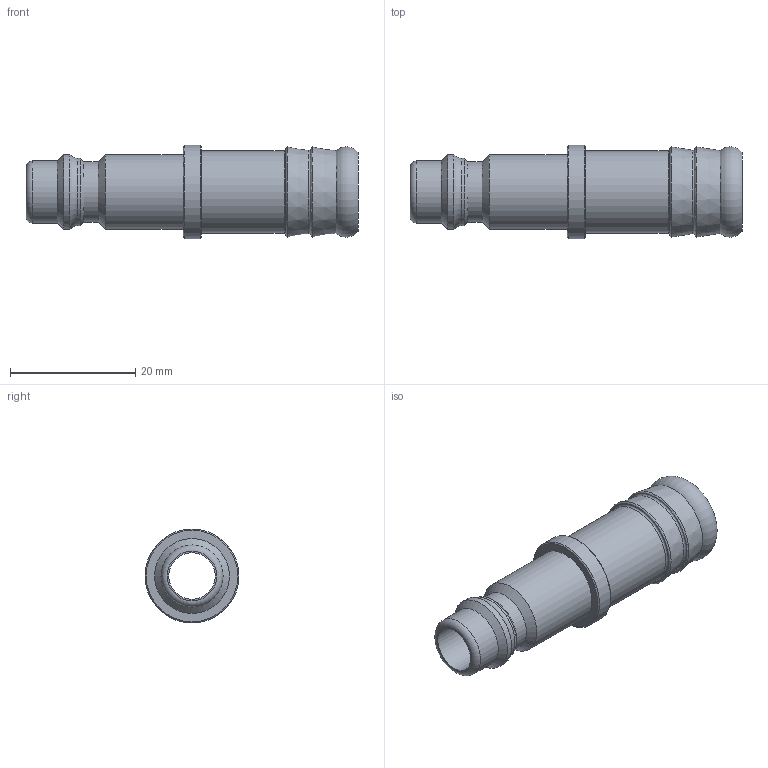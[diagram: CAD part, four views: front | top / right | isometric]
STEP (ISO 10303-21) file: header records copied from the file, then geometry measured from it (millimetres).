
FILE_DESCRIPTION((''),'2;1');
FILE_NAME('96sstf13mxn.stp','2012-02-02T08:56:25',('IA176480'),(''),'Autodesk Inventor 2011','Autodesk Inventor 2011','');
FILE_SCHEMA(('AUTOMOTIVE_DESIGN { 1 0 10303 214 1 1 1 1 }'));
Length unit declared in the file: millimetre
Products named in the file (1): D102879
Bounding box: 53 x 15 x 15 mm (x, y, z)
Volume: 2960.5 mm3; surface area: 3858.1 mm2
Topology: 1 solids, 1 shells, 29 faces, 55 edges, 31 vertices
Faces by surface type: cylinder 9, cone 8, torus 6, plane 5, bspline 1
Full cylindrical faces by diameter (mm): 7.4 x1, 9.6 x1, 9.9 x1, 10.8 x1, 11 x1, 11.95 x2, 13.1 x1, 15 x1
Entity records: 727 total; most frequent: CARTESIAN_POINT 205, DIRECTION 114, ORIENTED_EDGE 60, AXIS2_PLACEMENT_3D 57, EDGE_LOOP 57, EDGE_CURVE 30, VERTEX_POINT 29, FACE_OUTER_BOUND 29
